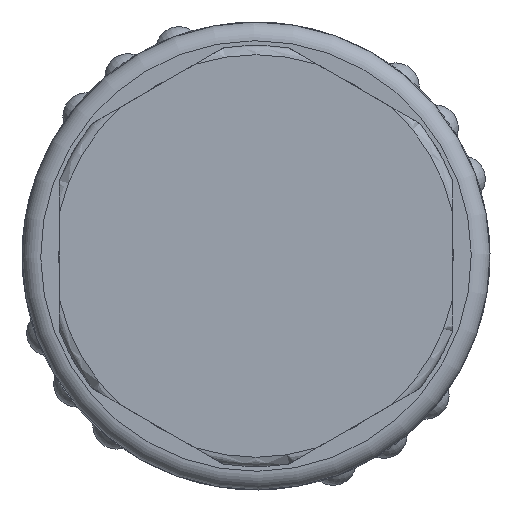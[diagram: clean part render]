
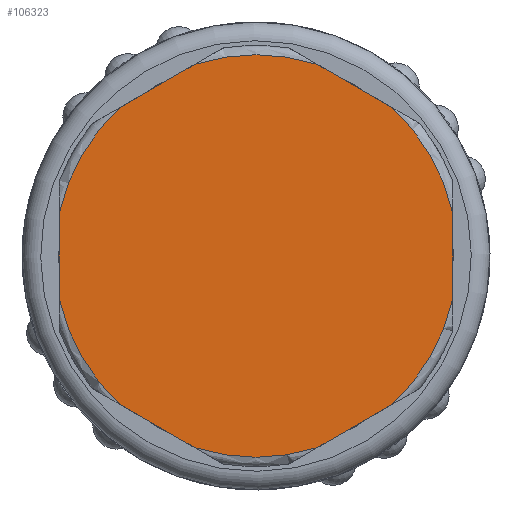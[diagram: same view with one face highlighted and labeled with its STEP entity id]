
A CAD part, left-side view. The second image highlights one B-rep face of the part: STEP entity #106323.
In plain terms, the highlighted planar face has unit normal (-1, 0, 0).
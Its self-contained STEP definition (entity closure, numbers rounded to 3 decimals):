
#105001=CARTESIAN_POINT('',(0.0,7.246,-7.941));
#105002=VERTEX_POINT('',#105001);
#105003=CARTESIAN_POINT('',(0.0,3.254,-10.246));
#105004=VERTEX_POINT('',#105003);
#105005=CARTESIAN_POINT('',(0.,7.246,-7.941));
#105006=DIRECTION('',(0.0,-0.866,-0.5));
#105007=VECTOR('',#105006,4.61);
#105008=LINE('',#105005,#105007);
#105009=EDGE_CURVE('',#105002,#105004,#105008,.T.);
#105133=CARTESIAN_POINT('',(0.0,-3.254,-10.246));
#105134=VERTEX_POINT('',#105133);
#105135=CARTESIAN_POINT('',(0.0,-7.246,-7.941));
#105136=VERTEX_POINT('',#105135);
#105137=CARTESIAN_POINT('',(0.,-3.254,-10.246));
#105138=DIRECTION('',(0.0,-0.866,0.5));
#105139=VECTOR('',#105138,4.61);
#105140=LINE('',#105137,#105139);
#105141=EDGE_CURVE('',#105134,#105136,#105140,.T.);
#105265=CARTESIAN_POINT('',(0.0,-10.5,-2.305));
#105266=VERTEX_POINT('',#105265);
#105267=CARTESIAN_POINT('',(0.0,-10.5,2.305));
#105268=VERTEX_POINT('',#105267);
#105269=CARTESIAN_POINT('',(0.,-10.5,-2.305));
#105270=DIRECTION('',(0.0,0.0,1.0));
#105271=VECTOR('',#105270,4.61);
#105272=LINE('',#105269,#105271);
#105273=EDGE_CURVE('',#105266,#105268,#105272,.T.);
#105397=CARTESIAN_POINT('',(0.0,-7.246,7.941));
#105398=VERTEX_POINT('',#105397);
#105399=CARTESIAN_POINT('',(0.0,-3.254,10.246));
#105400=VERTEX_POINT('',#105399);
#105401=CARTESIAN_POINT('',(0.,-7.246,7.941));
#105402=DIRECTION('',(0.0,0.866,0.5));
#105403=VECTOR('',#105402,4.61);
#105404=LINE('',#105401,#105403);
#105405=EDGE_CURVE('',#105398,#105400,#105404,.T.);
#105529=CARTESIAN_POINT('',(0.0,3.254,10.246));
#105530=VERTEX_POINT('',#105529);
#105531=CARTESIAN_POINT('',(0.0,7.246,7.941));
#105532=VERTEX_POINT('',#105531);
#105533=CARTESIAN_POINT('',(0.,3.254,10.246));
#105534=DIRECTION('',(0.0,0.866,-0.5));
#105535=VECTOR('',#105534,4.61);
#105536=LINE('',#105533,#105535);
#105537=EDGE_CURVE('',#105530,#105532,#105536,.T.);
#106076=CARTESIAN_POINT('',(0.0,10.5,-2.305));
#106077=VERTEX_POINT('',#106076);
#106078=CARTESIAN_POINT('',(0.0,0.0,0.0));
#106079=DIRECTION('',(1.0,0.0,0.0));
#106080=DIRECTION('',(0.0,1.0,0.0));
#106081=AXIS2_PLACEMENT_3D('',#106078,#106079,#106080);
#106082=CIRCLE('',#106081,10.75);
#106083=EDGE_CURVE('',#105002,#106077,#106082,.T.);
#106111=CARTESIAN_POINT('',(0.0,10.5,2.305));
#106112=VERTEX_POINT('',#106111);
#106128=CARTESIAN_POINT('',(0.0,0.0,0.0));
#106129=DIRECTION('',(1.0,0.0,0.0));
#106130=DIRECTION('',(0.0,1.0,0.0));
#106131=AXIS2_PLACEMENT_3D('',#106128,#106129,#106130);
#106132=CIRCLE('',#106131,10.75);
#106133=EDGE_CURVE('',#106112,#105532,#106132,.T.);
#106146=CARTESIAN_POINT('',(0.0,0.0,0.0));
#106147=DIRECTION('',(1.0,0.0,0.0));
#106148=DIRECTION('',(0.0,1.0,0.0));
#106149=AXIS2_PLACEMENT_3D('',#106146,#106147,#106148);
#106150=CIRCLE('',#106149,10.75);
#106151=EDGE_CURVE('',#105530,#105400,#106150,.T.);
#106164=CARTESIAN_POINT('',(0.0,0.0,0.0));
#106165=DIRECTION('',(1.0,0.0,0.0));
#106166=DIRECTION('',(0.0,1.0,0.0));
#106167=AXIS2_PLACEMENT_3D('',#106164,#106165,#106166);
#106168=CIRCLE('',#106167,10.75);
#106169=EDGE_CURVE('',#105398,#105268,#106168,.T.);
#106182=CARTESIAN_POINT('',(0.0,0.0,0.0));
#106183=DIRECTION('',(1.0,0.0,0.0));
#106184=DIRECTION('',(0.0,1.0,0.0));
#106185=AXIS2_PLACEMENT_3D('',#106182,#106183,#106184);
#106186=CIRCLE('',#106185,10.75);
#106187=EDGE_CURVE('',#105266,#105136,#106186,.T.);
#106197=CARTESIAN_POINT('',(0.,10.5,2.305));
#106198=DIRECTION('',(0.0,0.0,-1.0));
#106199=VECTOR('',#106198,4.61);
#106200=LINE('',#106197,#106199);
#106201=EDGE_CURVE('',#106112,#106077,#106200,.T.);
#106298=CARTESIAN_POINT('',(0.,8.55,0.0));
#106299=DIRECTION('',(-1.0,0.0,0.0));
#106300=DIRECTION('',(0.0,0.0,1.0));
#106301=AXIS2_PLACEMENT_3D('',#106298,#106299,#106300);
#106302=PLANE('',#106301);
#106303=ORIENTED_EDGE('',*,*,#105009,.T.);
#106304=CARTESIAN_POINT('',(0.0,0.0,0.0));
#106305=DIRECTION('',(1.0,0.0,0.0));
#106306=DIRECTION('',(0.0,1.0,0.0));
#106307=AXIS2_PLACEMENT_3D('',#106304,#106305,#106306);
#106308=CIRCLE('',#106307,10.75);
#106309=EDGE_CURVE('',#105134,#105004,#106308,.T.);
#106310=ORIENTED_EDGE('',*,*,#106309,.F.);
#106311=ORIENTED_EDGE('',*,*,#105141,.T.);
#106312=ORIENTED_EDGE('',*,*,#106187,.F.);
#106313=ORIENTED_EDGE('',*,*,#105273,.T.);
#106314=ORIENTED_EDGE('',*,*,#106169,.F.);
#106315=ORIENTED_EDGE('',*,*,#105405,.T.);
#106316=ORIENTED_EDGE('',*,*,#106151,.F.);
#106317=ORIENTED_EDGE('',*,*,#105537,.T.);
#106318=ORIENTED_EDGE('',*,*,#106133,.F.);
#106319=ORIENTED_EDGE('',*,*,#106201,.T.);
#106320=ORIENTED_EDGE('',*,*,#106083,.F.);
#106321=EDGE_LOOP('',(#106303,#106310,#106311,#106312,#106313,#106314,#106315,#106316,#106317,#106318,#106319,#106320));
#106322=FACE_OUTER_BOUND('',#106321,.T.);
#106323=ADVANCED_FACE('',(#106322),#106302,.T.);
